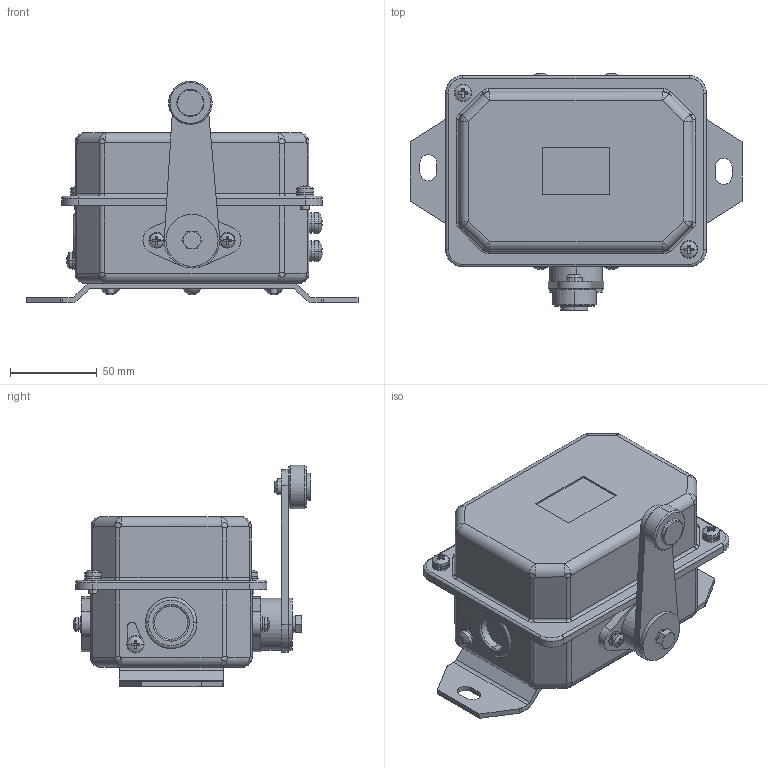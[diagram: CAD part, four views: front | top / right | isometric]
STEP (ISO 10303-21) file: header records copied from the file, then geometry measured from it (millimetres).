
FILE_DESCRIPTION((''),'2;1');
FILE_NAME('YBLX-10_12_202104_ASM','2025-03-07T',('qinxiong.ji'),(''),'PRO/ENGINEER BY PARAMETRIC TECHNOLOGY CORPORATION, 2015440','PRO/ENGINEER BY PARAMETRIC TECHNOLOGY CORPORATION, 2015440','');
FILE_SCHEMA(('CONFIG_CONTROL_DESIGN'));
Length unit declared in the file: millimetre
Products named in the file (31): BODY_43; BODY_42; BODY_41; BODY_40; BODY_39; BODY_38; BODY_37; BODY_36; BODY_35; BODY_34; BODY_33; BODY_32; BODY_31; BODY_30; BODY_29; BODY_28; BODY_27; BODY_26; BODY_25; BODY_24; BODY_23; BODY_20; BODY_19; BODY_15; BODY_13; BODY_7; BODY_6; BODY_5; BODY_4; BODY_3; YBLX-10_12_202104_ASM
Assembly tree (30 placements, depth 2):
  YBLX-10_12_202104_ASM
    BODY_43
    BODY_42
    BODY_41
    BODY_40
    BODY_39
    BODY_38
    BODY_37
    BODY_36
    BODY_35
    BODY_34
    BODY_33
    BODY_32
    BODY_31
    BODY_30
    BODY_29
    BODY_28
    BODY_27
    BODY_26
    BODY_25
    BODY_24
    BODY_23
    BODY_20
    BODY_19
    BODY_15
    BODY_13
    BODY_7
    BODY_6
    BODY_5
    BODY_4
    BODY_3
Bounding box: 190.97 x 136.79 x 127.49 mm (x, y, z)
Volume: 1083409 mm3; surface area: 179012.4 mm2
Topology: 30 solids, 50 shells, 834 faces, 2128 edges, 1386 vertices
Faces by surface type: plane 390, cylinder 319, sphere 45, torus 40, cone 24, bspline 16
Entity records: 27678 total; most frequent: CARTESIAN_POINT 6157, DIRECTION 4800, ORIENTED_EDGE 4082, EDGE_CURVE 2081, AXIS2_PLACEMENT_3D 1943, VERTEX_POINT 1385, CIRCLE 1035, EDGE_LOOP 966
